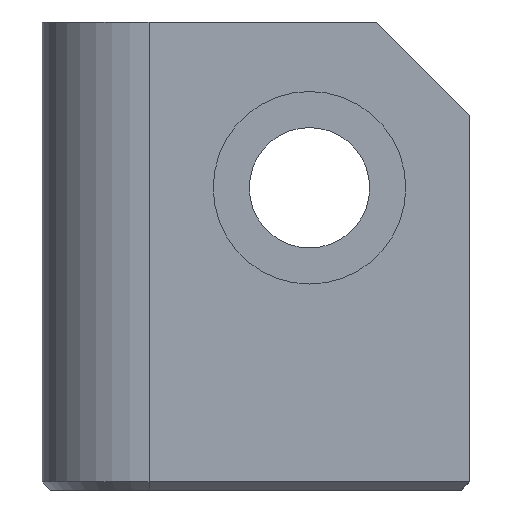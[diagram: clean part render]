
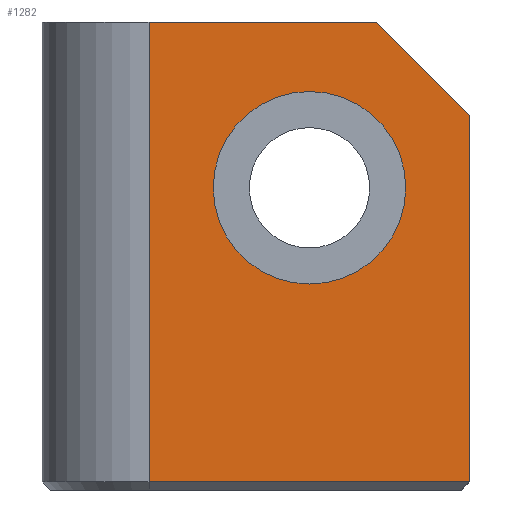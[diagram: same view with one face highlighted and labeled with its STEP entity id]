
A CAD part, left-side view. The second image highlights one B-rep face of the part: STEP entity #1282.
In plain terms, the highlighted planar face has unit normal (-1, 0, 0).
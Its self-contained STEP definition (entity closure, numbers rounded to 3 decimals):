
#27=CIRCLE('',#1338,3.6);
#44=FACE_BOUND('',#221,.T.);
#78=PLANE('',#1360);
#145=FACE_OUTER_BOUND('',#220,.T.);
#220=EDGE_LOOP('',(#1156,#1157,#1158,#1159,#1160));
#221=EDGE_LOOP('',(#1161));
#329=LINE('',#2286,#444);
#336=LINE('',#2307,#451);
#340=LINE('',#2314,#455);
#341=LINE('',#2316,#456);
#342=LINE('',#2317,#457);
#444=VECTOR('',#1551,10.);
#451=VECTOR('',#1572,10.);
#455=VECTOR('',#1578,10.);
#456=VECTOR('',#1579,10.);
#457=VECTOR('',#1580,10.);
#614=VERTEX_POINT('',#2251);
#623=VERTEX_POINT('',#2281);
#624=VERTEX_POINT('',#2285);
#630=VERTEX_POINT('',#2305);
#631=VERTEX_POINT('',#2306);
#634=VERTEX_POINT('',#2315);
#782=EDGE_CURVE('',#614,#614,#27,.T.);
#798=EDGE_CURVE('',#624,#623,#329,.T.);
#808=EDGE_CURVE('',#630,#631,#336,.T.);
#812=EDGE_CURVE('',#631,#624,#340,.T.);
#813=EDGE_CURVE('',#634,#630,#341,.T.);
#814=EDGE_CURVE('',#623,#634,#342,.T.);
#1156=ORIENTED_EDGE('',*,*,#798,.F.);
#1157=ORIENTED_EDGE('',*,*,#812,.F.);
#1158=ORIENTED_EDGE('',*,*,#808,.F.);
#1159=ORIENTED_EDGE('',*,*,#813,.F.);
#1160=ORIENTED_EDGE('',*,*,#814,.F.);
#1161=ORIENTED_EDGE('',*,*,#782,.T.);
#1282=ADVANCED_FACE('',(#145,#44),#78,.T.);
#1338=AXIS2_PLACEMENT_3D('',#2252,#1512,#1513);
#1360=AXIS2_PLACEMENT_3D('',#2313,#1576,#1577);
#1512=DIRECTION('center_axis',(1.,0.,0.));
#1513=DIRECTION('ref_axis',(0.,0.,1.));
#1551=DIRECTION('',(0.,1.,0.));
#1572=DIRECTION('',(0.,-0.707,-0.707));
#1576=DIRECTION('center_axis',(-1.,0.,0.));
#1577=DIRECTION('ref_axis',(0.,0.,1.));
#1578=DIRECTION('',(0.,0.,-1.));
#1579=DIRECTION('',(0.,-1.,0.));
#1580=DIRECTION('',(0.,0.,1.));
#2251=CARTESIAN_POINT('',(-8.,0.,7.7));
#2252=CARTESIAN_POINT('Origin',(-8.,0.,11.3));
#2281=CARTESIAN_POINT('',(-8.,6.,0.3));
#2285=CARTESIAN_POINT('',(-8.,-6.,0.3));
#2286=CARTESIAN_POINT('',(-8.,0.,0.3));
#2305=CARTESIAN_POINT('',(-8.,-2.5,17.5));
#2306=CARTESIAN_POINT('',(-8.,-6.,14.));
#2307=CARTESIAN_POINT('',(-8.,-7.125,12.875));
#2313=CARTESIAN_POINT('Origin',(-8.,0.,0.));
#2314=CARTESIAN_POINT('',(-8.,-6.,0.));
#2315=CARTESIAN_POINT('',(-8.,6.,17.5));
#2316=CARTESIAN_POINT('',(-8.,0.,17.5));
#2317=CARTESIAN_POINT('',(-8.,6.,4.375));
